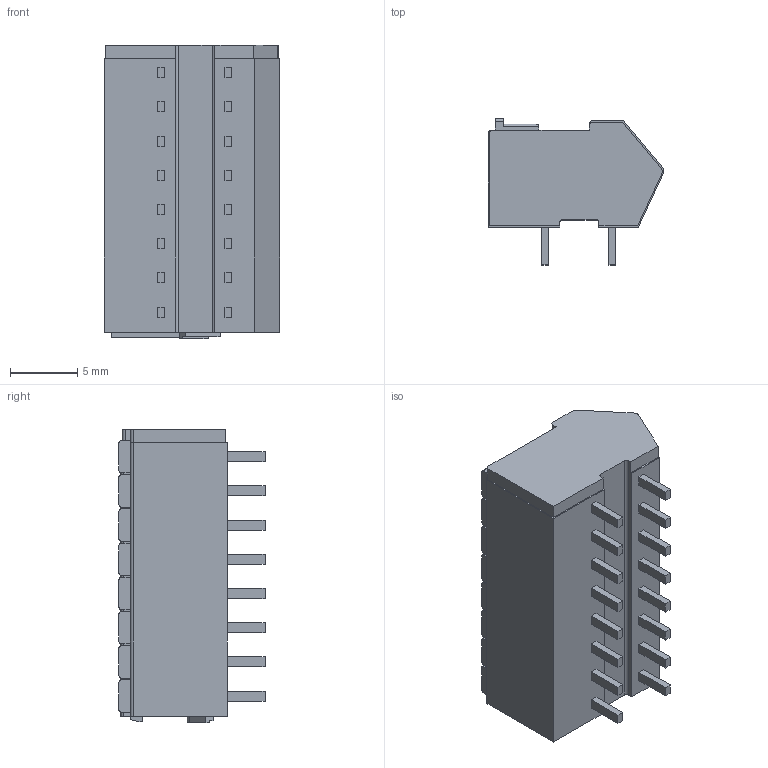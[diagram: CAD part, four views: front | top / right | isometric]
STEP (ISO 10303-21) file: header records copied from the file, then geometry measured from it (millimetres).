
FILE_DESCRIPTION(/* description */ ('STEP AP203'),/* implementation_level */ '2;1');
FILE_NAME(/* name */ '218-508',/* time_stamp */ '2024-02-21T21:35:15+01:00',/* author */ ('License CC BY-ND 4.0'),/* organization */ ('CADENAS'),/* preprocessor_version */ 'ST-DEVELOPER v19.3',/* originating_system */ 'PARTsolutions',/* authorisation */ ' ');
FILE_SCHEMA (('CONFIG_CONTROL_DESIGN'));
Length unit declared in the file: millimetre
Products named in the file (1): 218-508
Bounding box: 13 x 10.85 x 21.82 mm (x, y, z)
Volume: 1723.9 mm3; surface area: 1583.9 mm2
Topology: 1 solids, 1 shells, 482 faces, 1317 edges, 862 vertices
Faces by surface type: plane 393, cylinder 89
Entity records: 18436 total; most frequent: CARTESIAN_POINT 2662, ORIENTED_EDGE 2634, DIRECTION 2462, EDGE_CURVE 1317, LINE 1138, VECTOR 1138, VERTEX_POINT 862, AXIS2_PLACEMENT_3D 662
